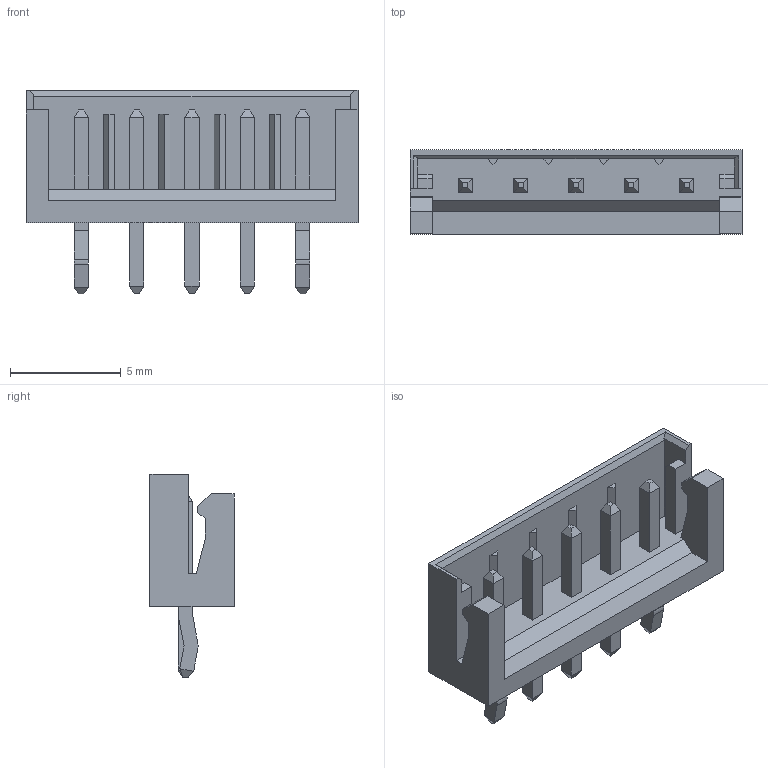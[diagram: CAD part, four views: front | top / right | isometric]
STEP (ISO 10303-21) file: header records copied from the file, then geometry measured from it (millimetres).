
FILE_DESCRIPTION( ( 'Unknown' ), '1' );
FILE_NAME( '68800511622.stp', 'Unknown', ( 'Unknown' ), ( 'Unknown' ), 'PSStep 21.0.46', 'Unknown', ' ' );
FILE_SCHEMA( ( 'AUTOMOTIVE_DESIGN { 1 0 10303 214 1 1 1 1 }' ) );
Length unit declared in the file: millimetre
Products named in the file (4): Assem1; Pin 1; Pin 2; 68800511622
Assembly tree (6 placements, depth 2):
  Assem1
    Pin 1  x2
    Pin 2  x3
    68800511622
Bounding box: 15 x 3.8 x 9.21 mm (x, y, z)
Volume: 134.6 mm3; surface area: 497.8 mm2
Topology: 6 solids, 6 shells, 227 faces, 575 edges, 370 vertices
Faces by surface type: plane 219, cylinder 8
Entity records: 6325 total; most frequent: CARTESIAN_POINT 882, ORIENTED_EDGE 862, DIRECTION 777, EDGE_CURVE 431, LINE 423, VECTOR 423, VERTEX_POINT 282, EDGE_LOOP 179
